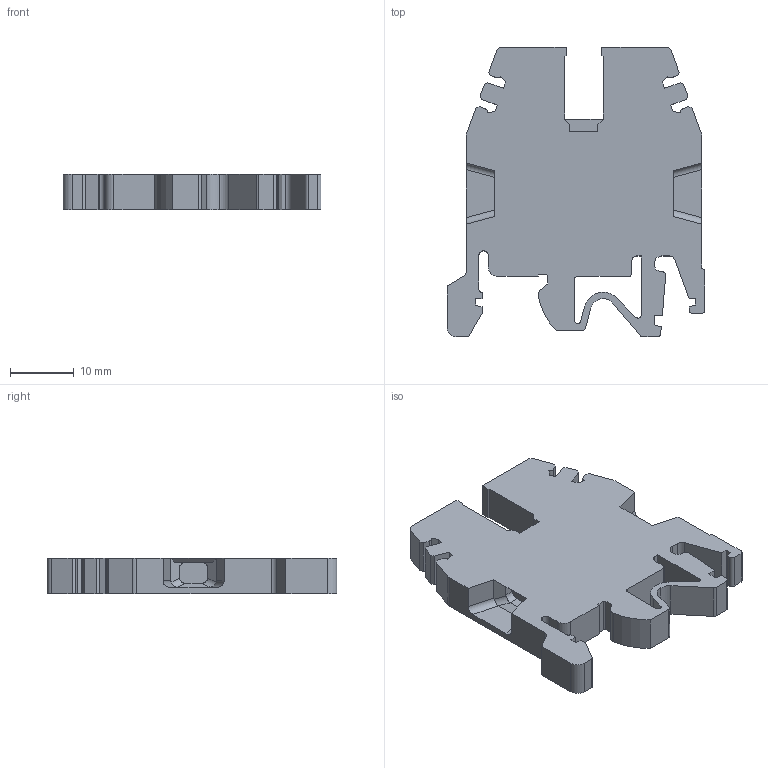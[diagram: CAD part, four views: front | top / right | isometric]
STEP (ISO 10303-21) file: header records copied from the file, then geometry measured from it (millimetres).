
FILE_DESCRIPTION(('CoCreate Modeling STEP Export'),'2;1');
FILE_NAME('CBD.2(Ex)i.stp','2011-05-25T11:01:28',(''),(''),'CoCreate Modeling STEP processor for AP214 (Solid Model)','CoCreate Modeling 17.0 01-Apr-2010 (C) Parametric Technology GmbH','');
FILE_SCHEMA(('AUTOMOTIVE_DESIGN { 1 0 10303 214 1 1 1 1 }'));
Length unit declared in the file: millimetre
Products named in the file (2): CBD.2
Assembly tree (1 placements, depth 2):
  CBD.2
    CBD.2
Bounding box: 40.5 x 45.5 x 5.5 mm (x, y, z)
Volume: 6576.4 mm3; surface area: 4599.8 mm2
Topology: 1 solids, 3 shells, 183 faces, 519 edges, 344 vertices
Faces by surface type: plane 120, cylinder 63
Entity records: 6293 total; most frequent: CARTESIAN_POINT 1523, ORIENTED_EDGE 1038, DIRECTION 933, EDGE_CURVE 519, VECTOR 383, LINE 383, VERTEX_POINT 344, AXIS2_PLACEMENT_3D 275
